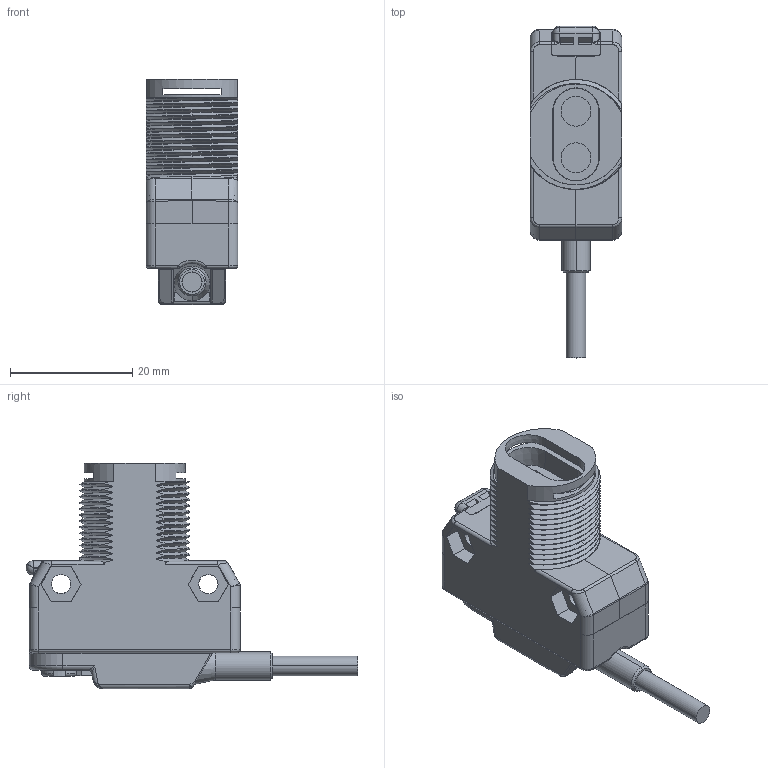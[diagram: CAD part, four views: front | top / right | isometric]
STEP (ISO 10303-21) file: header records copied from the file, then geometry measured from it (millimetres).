
FILE_DESCRIPTION((''),'2;1');
FILE_NAME('139726_SM01_ASM','2022-10-13T11:53:47',('PDMAdmin'),('BANNER ENGINEERING'),'CREO PARAMETRIC BY PTC INC, 2019292','CREO PARAMETRIC BY PTC INC, 2019292','');
FILE_SCHEMA(('CONFIG_CONTROL_DESIGN'));
Products named in the file (3): 139726_EP01; ASSEMBLY_55816; 139726_SM01_ASM
Assembly tree (2 placements, depth 2):
  139726_SM01_ASM
    139726_EP01
    ASSEMBLY_55816
Bounding box: 15 x 54.31 x 36.86 mm (x, y, z)
Volume: 11766 mm3; surface area: 5346.2 mm2
Topology: 2 solids, 2 shells, 476 faces, 1225 edges, 773 vertices
Faces by surface type: plane 174, bspline 141, cylinder 128, cone 16, torus 11, sphere 6
Entity records: 23252 total; most frequent: CARTESIAN_POINT 12753, ORIENTED_EDGE 2446, DIRECTION 1673, EDGE_CURVE 1223, VERTEX_POINT 773, VECTOR 625, LINE 625, AXIS2_PLACEMENT_3D 524
